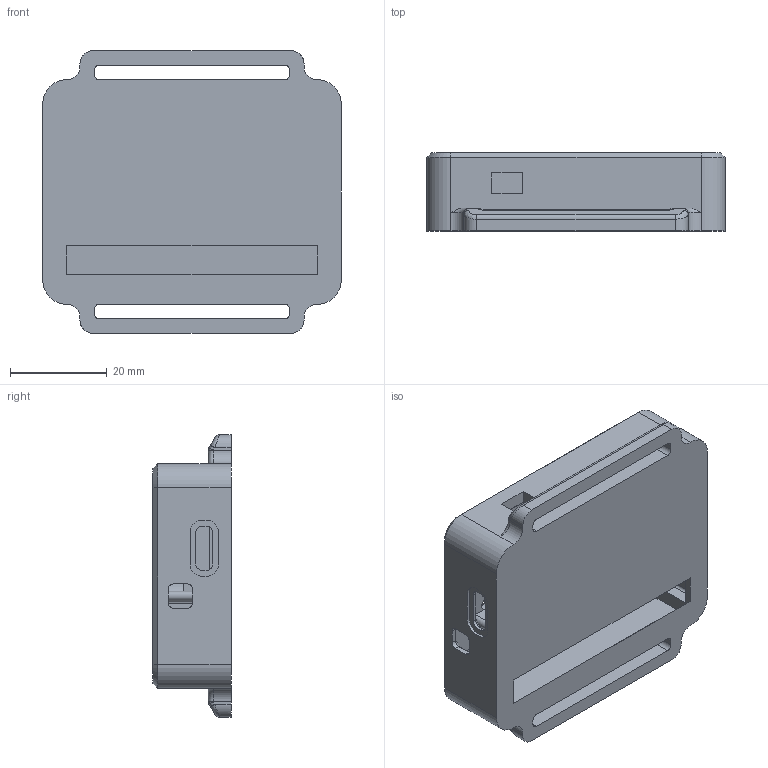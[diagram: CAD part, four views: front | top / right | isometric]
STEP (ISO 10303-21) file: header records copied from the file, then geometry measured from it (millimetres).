
FILE_DESCRIPTION(/* description */ (''),/* implementation_level */ '2;1');
FILE_NAME(/* name */ 'V8.3 Open-Source v2.step',/* time_stamp */ '2023-11-13T07:40:21+08:00',/* author */ (''),/* organization */ (''),/* preprocessor_version */ 'ST-DEVELOPER v20',/* originating_system */ 'Autodesk Translation Framework v12.14.0.127',/* authorisation */ '');
FILE_SCHEMA (('AUTOMOTIVE_DESIGN { 1 0 10303 214 3 1 1 }'));
Length unit declared in the file: millimetre
Products named in the file (1): V8.3 Open-Source
Bounding box: 61.8 x 16.2 x 58.5 mm (x, y, z)
Volume: 21298.1 mm3; surface area: 19778.6 mm2
Topology: 2 solids, 2 shells, 283 faces, 751 edges, 472 vertices
Faces by surface type: plane 143, cylinder 95, cone 17, bspline 16, torus 12
Full cylindrical faces by diameter (mm): 2.3 x1, 2.5 x3, 3 x1, 3.6 x1
Entity records: 9092 total; most frequent: CARTESIAN_POINT 1895, DIRECTION 1510, ORIENTED_EDGE 1502, EDGE_CURVE 751, AXIS2_PLACEMENT_3D 507, LINE 496, VECTOR 496, VERTEX_POINT 472
